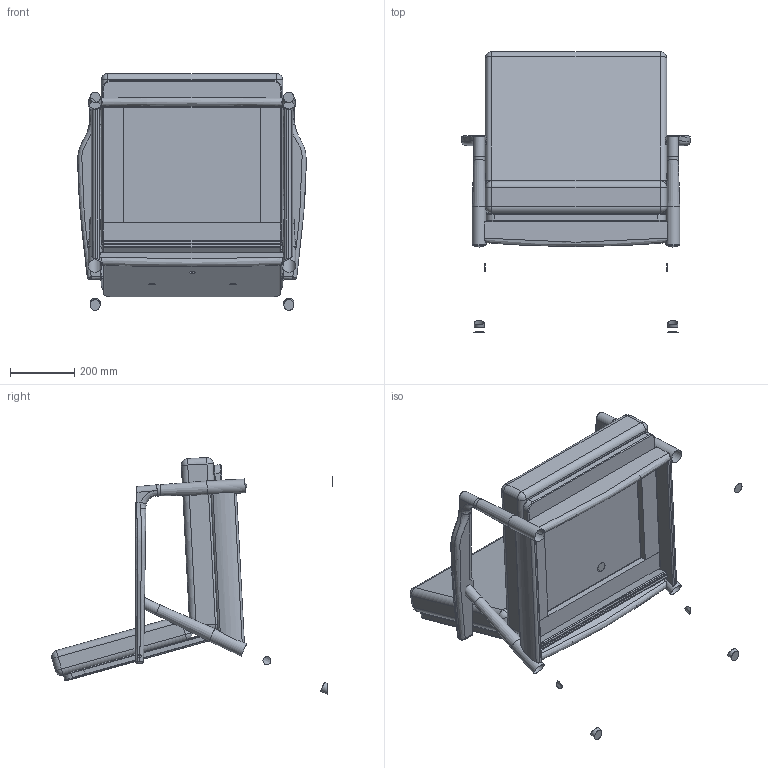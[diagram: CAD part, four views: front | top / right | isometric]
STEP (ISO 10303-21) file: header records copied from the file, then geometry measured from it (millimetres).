
FILE_DESCRIPTION(/* description */ ('STEP AP214'),/* implementation_level */ '2;1');
FILE_NAME(/* name */ '8981 Nobel Sofastol renset.stp',/* time_stamp */ '2025-02-28T14:15:00+01:00',/* author */ ('Bruger'),/* organization */ (''),/* preprocessor_version */ 'ST-DEVELOPER v20',/* originating_system */ 'Autodesk Inventor 2025',/* authorisation */ '');
FILE_SCHEMA (('AUTOMOTIVE_DESIGN { 1 0 10303 214 3 1 1 }'));
Length unit declared in the file: millimetre
Products named in the file (27): 8981 Nobel Sofastol; 898130_V; 8982_Armrest_L; 8982_Side_Stretcher_L; 8982_Fromt_Leg_L; 8982_Rear_Leg_L; 8982_Armlæn_V_sofa; 898130_H; 8982_Side_Stretcher_R; 8982_Fromt_Leg_R; 8982_Rear_Leg_R; 8982_Armrest_R; x76-898118_Sæde; x76-898123_Ryg; 898118; 898118_1; 898118_3; 898118_2; 898123; 898123_1; 898123_3; 898123_3_1; 898123_1_1; 898223_5_8981; 898223_5_8981_1; 898106x; 898108x
Assembly tree (27 placements, depth 3):
  8981 Nobel Sofastol
    898130_V
      8982_Armrest_L
      8982_Side_Stretcher_L
      8982_Fromt_Leg_L
      8982_Rear_Leg_L
      8982_Armlæn_V_sofa
    898130_H
      8982_Side_Stretcher_R
      8982_Fromt_Leg_R
      8982_Rear_Leg_R
      8982_Armrest_R
    x76-898118_Sæde
    x76-898123_Ryg
    898118
      898118_1
      898118_3  x2
      898118_2
    898123
      898123_1
      898123_3
      898123_3_1
      898123_1_1
      898223_5_8981
      898223_5_8981_1
    898106x
    898108x
Bounding box: 711.44 x 873.52 x 737.06 mm (x, y, z)
Volume: 64925425.2 mm3; surface area: 4292561.6 mm2
Topology: 22 solids, 25 shells, 337 faces, 772 edges, 461 vertices
Faces by surface type: plane 128, cylinder 127, bspline 46, sphere 20, cone 8, torus 8
Full cylindrical faces by diameter (mm): 20 x10, 31 x2, 33 x2, 35 x2, 43 x4
Entity records: 23642 total; most frequent: CARTESIAN_POINT 15570, DIRECTION 1474, ORIENTED_EDGE 1438, EDGE_CURVE 722, AXIS2_PLACEMENT_3D 568, VERTEX_POINT 443, EDGE_LOOP 348, LINE 338
